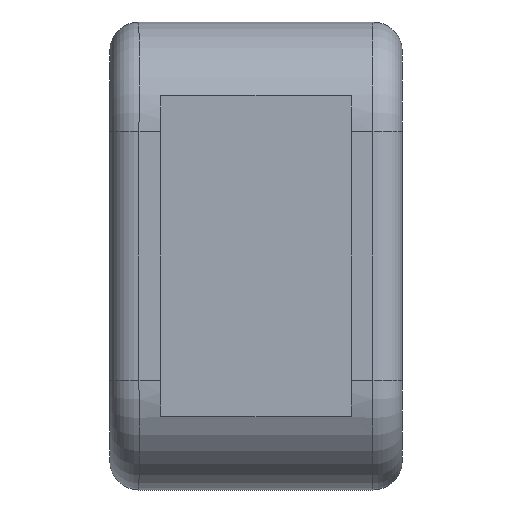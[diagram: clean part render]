
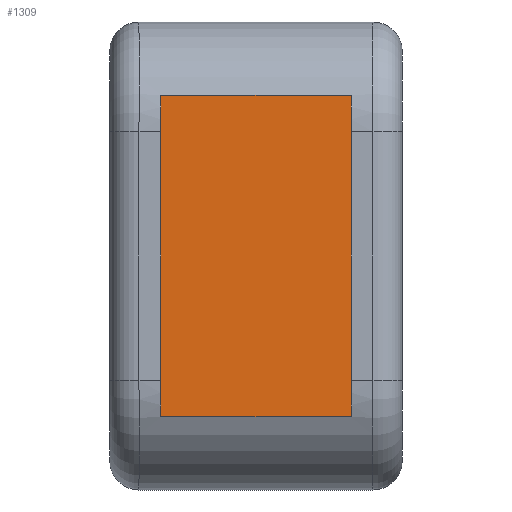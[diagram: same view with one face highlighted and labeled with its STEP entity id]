
A CAD part, front view. The second image highlights one B-rep face of the part: STEP entity #1309.
In plain terms, the highlighted planar face has unit normal (0, -1, 0).
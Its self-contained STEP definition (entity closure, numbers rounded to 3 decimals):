
#125=FACE_OUTER_BOUND('',#212,.T.);
#212=EDGE_LOOP('',(#1117,#1118,#1119,#1120,#1121,#1122,#1123,#1124));
#282=LINE('',#1856,#412);
#286=LINE('',#1864,#416);
#393=LINE('',#2174,#523);
#397=LINE('',#2193,#527);
#398=LINE('',#2194,#528);
#399=LINE('',#2196,#529);
#400=LINE('',#2198,#530);
#401=LINE('',#2199,#531);
#412=VECTOR('',#1474,10.);
#416=VECTOR('',#1478,10.);
#523=VECTOR('',#1787,10.);
#527=VECTOR('',#1811,10.);
#528=VECTOR('',#1812,10.);
#529=VECTOR('',#1813,10.);
#530=VECTOR('',#1814,10.);
#531=VECTOR('',#1815,10.);
#542=VERTEX_POINT('',#1854);
#543=VERTEX_POINT('',#1855);
#546=VERTEX_POINT('',#1861);
#547=VERTEX_POINT('',#1863);
#648=VERTEX_POINT('',#2171);
#649=VERTEX_POINT('',#2173);
#655=VERTEX_POINT('',#2195);
#656=VERTEX_POINT('',#2197);
#658=EDGE_CURVE('',#542,#543,#282,.T.);
#662=EDGE_CURVE('',#546,#547,#286,.T.);
#815=EDGE_CURVE('',#648,#649,#393,.T.);
#824=EDGE_CURVE('',#649,#546,#397,.T.);
#825=EDGE_CURVE('',#648,#543,#398,.T.);
#826=EDGE_CURVE('',#655,#542,#399,.T.);
#827=EDGE_CURVE('',#656,#655,#400,.T.);
#828=EDGE_CURVE('',#547,#656,#401,.T.);
#1117=ORIENTED_EDGE('',*,*,#824,.F.);
#1118=ORIENTED_EDGE('',*,*,#815,.F.);
#1119=ORIENTED_EDGE('',*,*,#825,.T.);
#1120=ORIENTED_EDGE('',*,*,#658,.F.);
#1121=ORIENTED_EDGE('',*,*,#826,.F.);
#1122=ORIENTED_EDGE('',*,*,#827,.F.);
#1123=ORIENTED_EDGE('',*,*,#828,.F.);
#1124=ORIENTED_EDGE('',*,*,#662,.F.);
#1240=PLANE('',#1456);
#1309=ADVANCED_FACE('',(#125),#1240,.F.);
#1456=AXIS2_PLACEMENT_3D('',#2192,#1809,#1810);
#1474=DIRECTION('',(0.,0.,1.));
#1478=DIRECTION('',(0.,0.,1.));
#1787=DIRECTION('',(0.,0.,1.));
#1809=DIRECTION('center_axis',(0.,1.,0.));
#1810=DIRECTION('ref_axis',(0.,0.,1.));
#1811=DIRECTION('',(1.,0.,0.));
#1812=DIRECTION('',(1.,0.,0.));
#1813=DIRECTION('',(-1.,0.,0.));
#1814=DIRECTION('',(0.,0.,-1.));
#1815=DIRECTION('',(1.,0.,0.));
#1854=CARTESIAN_POINT('',(-13.,71.2,-22.));
#1855=CARTESIAN_POINT('',(-13.,71.2,-21.2));
#1856=CARTESIAN_POINT('',(-13.,71.2,22.));
#1861=CARTESIAN_POINT('',(-13.,71.2,21.2));
#1863=CARTESIAN_POINT('',(-13.,71.2,22.));
#1864=CARTESIAN_POINT('',(-13.,71.2,22.));
#2171=CARTESIAN_POINT('',(-20.,71.2,-21.2));
#2173=CARTESIAN_POINT('',(-20.,71.2,21.2));
#2174=CARTESIAN_POINT('',(-20.,71.2,-10.6));
#2192=CARTESIAN_POINT('Origin',(-20.,71.2,-21.2));
#2193=CARTESIAN_POINT('',(-20.,71.2,21.2));
#2194=CARTESIAN_POINT('',(-20.,71.2,-21.2));
#2195=CARTESIAN_POINT('',(13.,71.2,-22.));
#2196=CARTESIAN_POINT('',(-13.,71.2,-22.));
#2197=CARTESIAN_POINT('',(13.,71.2,22.));
#2198=CARTESIAN_POINT('',(13.,71.2,0.));
#2199=CARTESIAN_POINT('',(0.,71.2,22.));
